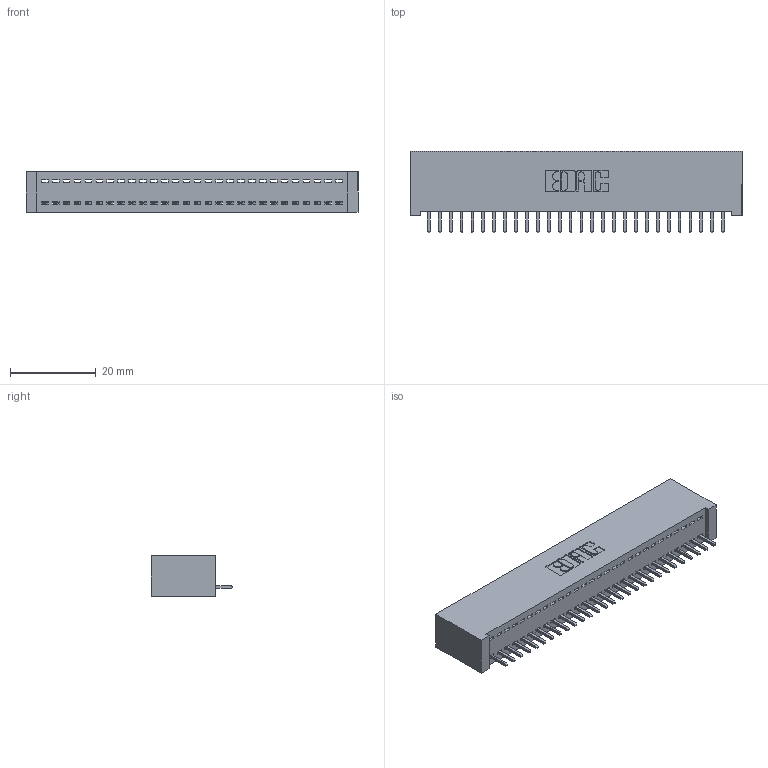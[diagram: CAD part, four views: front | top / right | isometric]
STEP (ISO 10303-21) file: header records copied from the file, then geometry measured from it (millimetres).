
FILE_DESCRIPTION (( 'STEP AP203' ), '1' );
FILE_NAME ('392-028-521-101.STEP', '2018-08-15T20:46:38', ( '' ), ( '' ), 'SwSTEP 2.0', 'SolidWorks 2016', '' );
FILE_SCHEMA (( 'CONFIG_CONTROL_DESIGN' ));
Length unit declared in the file: inch
Products named in the file (3): 342 Part_Lugless; 345-292-001_345-293-121; 392-028-521-101
Assembly tree (29 placements, depth 2):
  392-028-521-101
    342 Part_Lugless
    345-292-001_345-293-121  x28
Bounding box: 77.37 x 19.06 x 9.4 mm (x, y, z)
Volume: 7061.4 mm3; surface area: 10125.5 mm2
Topology: 29 solids, 29 shells, 1726 faces, 5203 edges, 3430 vertices
Faces by surface type: plane 1238, cylinder 488
Entity records: 18537 total; most frequent: CARTESIAN_POINT 3206, ORIENTED_EDGE 3170, DIRECTION 2725, EDGE_CURVE 1585, LINE 1465, VECTOR 1465, VERTEX_POINT 1054, AXIS2_PLACEMENT_3D 630
